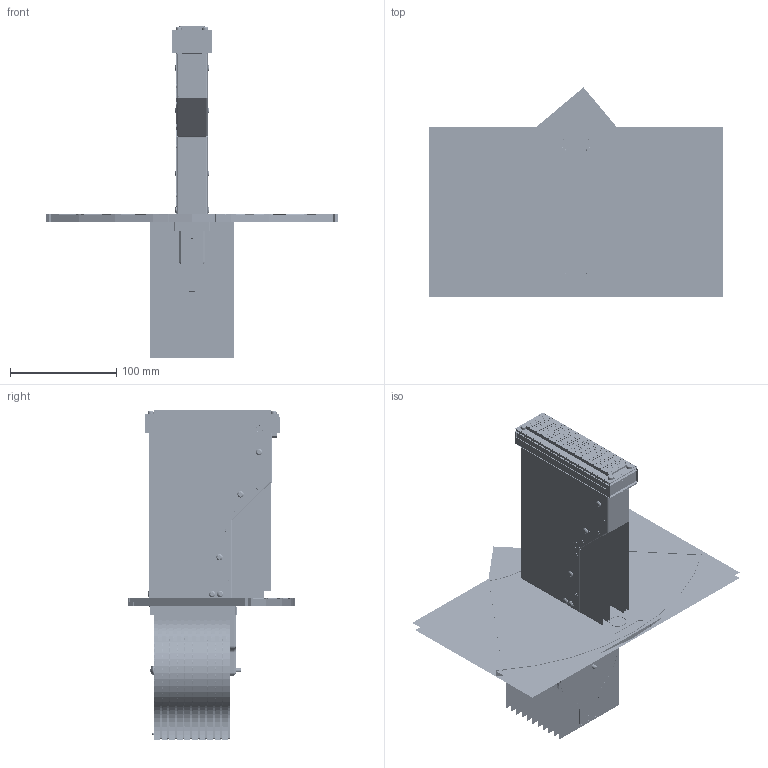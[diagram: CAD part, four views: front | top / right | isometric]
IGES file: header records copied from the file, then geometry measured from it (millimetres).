
Start section:  PTC IGES file: pp1_optical_feedthru.igs
Global section: file name: pp1_optical_feedthru.igs; native system: Pro/ENGINEER by Parametric Technology Corporation; preprocessor: 2004280; author: ericcan; organization: Unknown; date: 041001.142508; units: millimetre
Bounding box: 276.18 x 197.18 x 312.82 mm (x, y, z)
Surface area: 1608609.3 mm2 (no closed solid volume)
Topology: 0 solids, 0 shells, 7190 faces, 103145 edges, 135384 vertices
Faces by surface type: revolution 3926, bspline 3264
